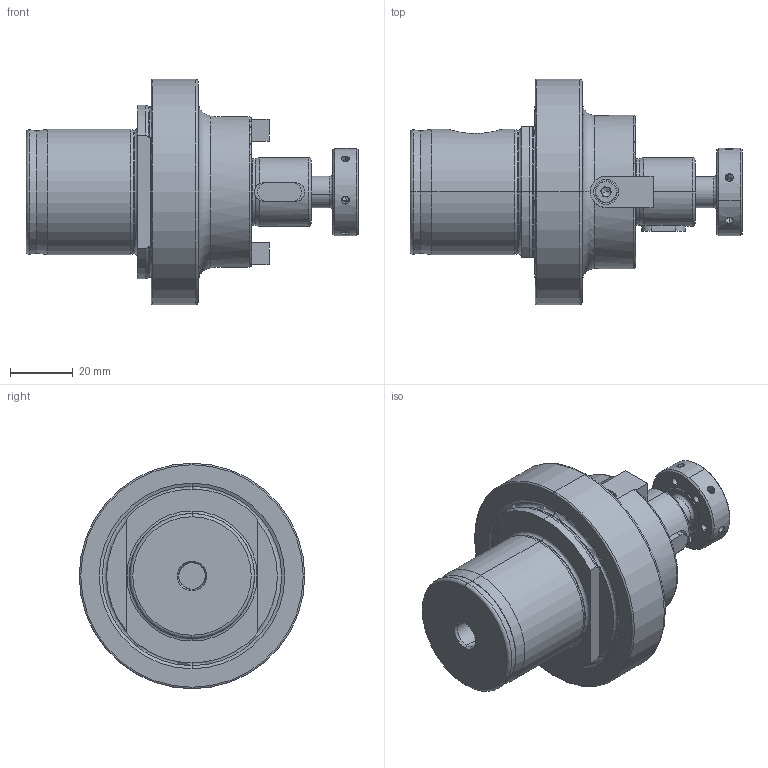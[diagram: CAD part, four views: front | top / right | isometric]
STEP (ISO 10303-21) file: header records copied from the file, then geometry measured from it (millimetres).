
FILE_DESCRIPTION (( 'STEP AP203' ), '1' );
FILE_NAME ('354.720.022.STEP', '2019-01-23T06:51:51', ( 'SWIAdmin' ), ( 'Hewlett-Packard Company' ), 'SwSTEP 2.0', 'SolidWorks 2017', '' );
FILE_SCHEMA (( 'CONFIG_CONTROL_DESIGN' ));
Length unit declared in the file: millimetre
Products named in the file (8): D22-ER1.K62.008_A; D22-ER1.K61.016; D22-ER2.002.010_A; D22-ER3.001.014_A; 354.720.022; MB7-D22.K01.032_C; ISO 4762 - M4 x 10; D22-ER1.K63.016_A
Assembly tree (9 placements, depth 3):
  354.720.022
    MB7-D22.K01.032_C
    ISO 4762 - M4 x 10  x2
    D22-ER1.K61.016
      D22-ER1.K63.016_A
      D22-ER1.K62.008_A
    D22-ER2.002.010_A  x2
    D22-ER3.001.014_A
Bounding box: 106 x 72 x 72 mm (x, y, z)
Volume: 153146 mm3; surface area: 30857.3 mm2
Topology: 8 solids, 8 shells, 359 faces, 835 edges, 463 vertices
Faces by surface type: cylinder 145, cone 92, plane 79, torus 43
Entity records: 10709 total; most frequent: CARTESIAN_POINT 2898, DIRECTION 1488, ORIENTED_EDGE 1432, EDGE_CURVE 716, AXIS2_PLACEMENT_3D 617, VERTEX_POINT 412, EDGE_LOOP 352, FACE_OUTER_BOUND 320
